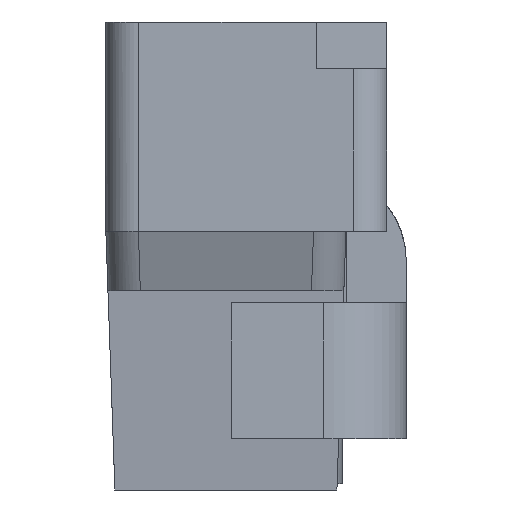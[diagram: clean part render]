
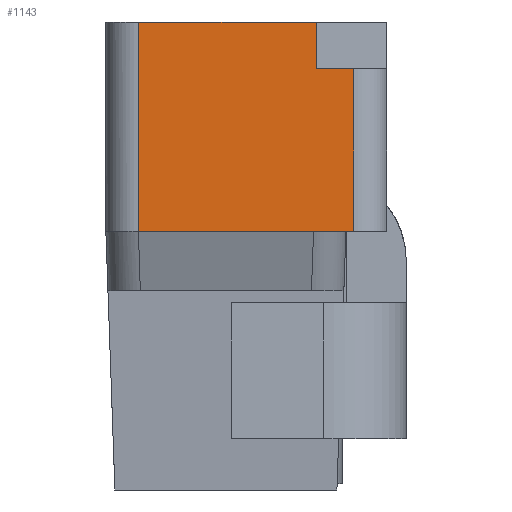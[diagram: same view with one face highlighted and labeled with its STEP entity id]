
A CAD part, front view. The second image highlights one B-rep face of the part: STEP entity #1143.
In plain terms, the highlighted planar face has unit normal (0, -1, 0).
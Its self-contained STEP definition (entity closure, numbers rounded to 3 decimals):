
#18 = ORIENTED_EDGE ( 'NONE', *, *, #849, .F. ) ;
#98 = VECTOR ( 'NONE', #1209, 1000. ) ;
#185 = ORIENTED_EDGE ( 'NONE', *, *, #2667, .F. ) ;
#198 = CARTESIAN_POINT ( 'NONE',  ( -0.3, -1.9, -0.1 ) ) ;
#247 = CARTESIAN_POINT ( 'NONE',  ( 0.15, -1.9, -0.05 ) ) ;
#290 = VERTEX_POINT ( 'NONE', #2035 ) ;
#322 = EDGE_CURVE ( 'NONE', #724, #1514, #730, .T. ) ;
#398 = VECTOR ( 'NONE', #3391, 1000. ) ;
#478 = CARTESIAN_POINT ( 'NONE',  ( 0., -1.9, -0.447 ) ) ;
#504 = LINE ( 'NONE', #3976, #98 ) ;
#517 = CARTESIAN_POINT ( 'NONE',  ( 0., -1.9, 0. ) ) ;
#519 = CARTESIAN_POINT ( 'NONE',  ( 0.23, -1.9, -0.447 ) ) ;
#614 = CARTESIAN_POINT ( 'NONE',  ( -0.3, -1.9, -0.05 ) ) ;
#625 = CARTESIAN_POINT ( 'NONE',  ( 0.23, -1.9, -0.1 ) ) ;
#678 = DIRECTION ( 'NONE',  ( 0., 0., 1. ) ) ;
#724 = VERTEX_POINT ( 'NONE', #2677 ) ;
#730 = LINE ( 'NONE', #478, #3533 ) ;
#739 = CARTESIAN_POINT ( 'NONE',  ( -0.23, -1.9, -0.05 ) ) ;
#745 = ORIENTED_EDGE ( 'NONE', *, *, #865, .F. ) ;
#793 = LINE ( 'NONE', #1433, #3731 ) ;
#835 = EDGE_CURVE ( 'NONE', #724, #3174, #793, .T. ) ;
#849 = EDGE_CURVE ( 'NONE', #290, #3523, #3488, .T. ) ;
#865 = EDGE_CURVE ( 'NONE', #1582, #1514, #504, .T. ) ;
#900 = DIRECTION ( 'NONE',  ( 0., 1., 0. ) ) ;
#1046 = VERTEX_POINT ( 'NONE', #2527 ) ;
#1109 = LINE ( 'NONE', #247, #2649 ) ;
#1143 = ADVANCED_FACE ( 'NONE', ( #1557 ), #2498, .F. ) ;
#1209 = DIRECTION ( 'NONE',  ( 0., 0., -1. ) ) ;
#1211 = EDGE_LOOP ( 'NONE', ( #745, #3688, #1436, #18, #185, #2725, #3370 ) ) ;
#1433 = CARTESIAN_POINT ( 'NONE',  ( -0.3, -1.9, -0.447 ) ) ;
#1436 = ORIENTED_EDGE ( 'NONE', *, *, #2302, .F. ) ;
#1514 = VERTEX_POINT ( 'NONE', #519 ) ;
#1557 = FACE_OUTER_BOUND ( 'NONE', #1211, .T. ) ;
#1582 = VERTEX_POINT ( 'NONE', #625 ) ;
#1695 = DIRECTION ( 'NONE',  ( 0., 0., 1. ) ) ;
#1747 = VECTOR ( 'NONE', #1695, 1000. ) ;
#2025 = DIRECTION ( 'NONE',  ( 1., 0., 0. ) ) ;
#2035 = CARTESIAN_POINT ( 'NONE',  ( -0.23, -1.9, 0. ) ) ;
#2302 = EDGE_CURVE ( 'NONE', #3523, #1046, #1109, .T. ) ;
#2361 = DIRECTION ( 'NONE',  ( 1., 0., 0. ) ) ;
#2498 = PLANE ( 'NONE',  #3471 ) ;
#2527 = CARTESIAN_POINT ( 'NONE',  ( 0.15, -1.9, -0.1 ) ) ;
#2649 = VECTOR ( 'NONE', #3127, 1000. ) ;
#2667 = EDGE_CURVE ( 'NONE', #3174, #290, #2753, .T. ) ;
#2677 = CARTESIAN_POINT ( 'NONE',  ( 0.144, -1.9, -0.447 ) ) ;
#2725 = ORIENTED_EDGE ( 'NONE', *, *, #835, .F. ) ;
#2753 = LINE ( 'NONE', #739, #1747 ) ;
#2893 = VECTOR ( 'NONE', #2025, 1000. ) ;
#2997 = CARTESIAN_POINT ( 'NONE',  ( -0.23, -1.9, -0.447 ) ) ;
#3127 = DIRECTION ( 'NONE',  ( 0., 0., -1. ) ) ;
#3174 = VERTEX_POINT ( 'NONE', #2997 ) ;
#3186 = CARTESIAN_POINT ( 'NONE',  ( 0.15, -1.9, 0. ) ) ;
#3286 = EDGE_CURVE ( 'NONE', #1046, #1582, #3712, .T. ) ;
#3370 = ORIENTED_EDGE ( 'NONE', *, *, #322, .T. ) ;
#3391 = DIRECTION ( 'NONE',  ( 1., 0., 0. ) ) ;
#3471 = AXIS2_PLACEMENT_3D ( 'NONE', #614, #900, #678 ) ;
#3488 = LINE ( 'NONE', #517, #398 ) ;
#3523 = VERTEX_POINT ( 'NONE', #3186 ) ;
#3533 = VECTOR ( 'NONE', #2361, 1000. ) ;
#3638 = DIRECTION ( 'NONE',  ( -1., 0., 0. ) ) ;
#3688 = ORIENTED_EDGE ( 'NONE', *, *, #3286, .F. ) ;
#3712 = LINE ( 'NONE', #198, #2893 ) ;
#3731 = VECTOR ( 'NONE', #3638, 1000. ) ;
#3976 = CARTESIAN_POINT ( 'NONE',  ( 0.23, -1.9, -0.05 ) ) ;
